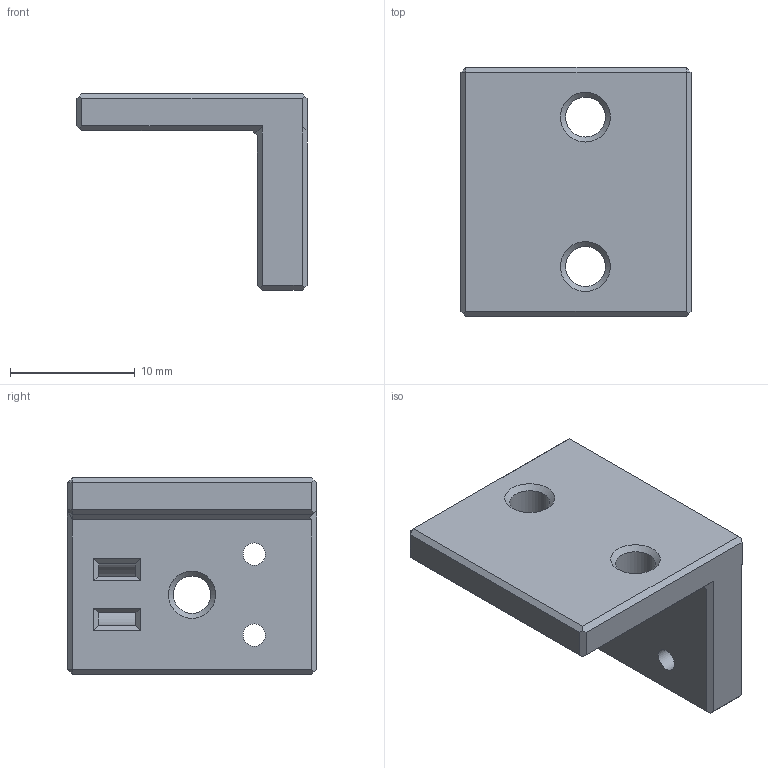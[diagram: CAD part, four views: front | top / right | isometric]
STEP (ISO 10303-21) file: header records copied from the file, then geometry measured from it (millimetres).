
FILE_DESCRIPTION(/* description */ (''),/* implementation_level */ '2;1');
FILE_NAME(/* name */ '',/* time_stamp */ '2025-12-12T09:30:35+03:00',/* author */ (''),/* organization */ (''),/* preprocessor_version */ 'ST-DEVELOPER v20.1',/* originating_system */ 'Autodesk Translation Framework v14.21.0.0',/* authorisation */ '');
FILE_SCHEMA (('AUTOMOTIVE_DESIGN { 1 0 10303 214 3 1 1 }'));
Length unit declared in the file: millimetre
Products named in the file (1): Упор концевика 
Y
Bounding box: 18.49 x 20 x 15.8 mm (x, y, z)
Volume: 1994.3 mm3; surface area: 1639.9 mm2
Topology: 1 solids, 1 shells, 61 faces, 149 edges, 90 vertices
Faces by surface type: plane 48, cylinder 7, cone 6
Full cylindrical faces by diameter (mm): 1.8 x2, 3 x1, 3.2 x2
Entity records: 1804 total; most frequent: DIRECTION 301, CARTESIAN_POINT 301, ORIENTED_EDGE 298, EDGE_CURVE 149, LINE 121, VECTOR 121, VERTEX_POINT 90, AXIS2_PLACEMENT_3D 90
